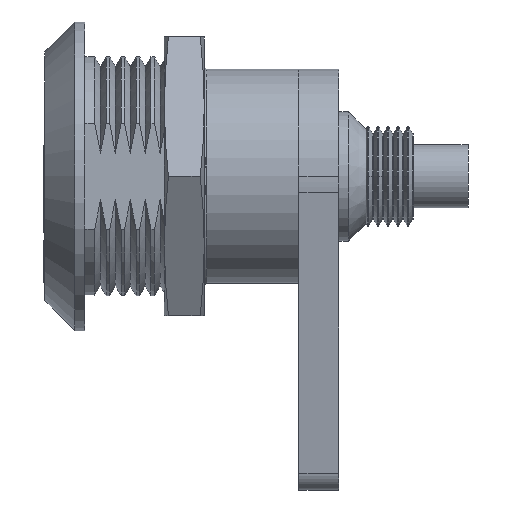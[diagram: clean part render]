
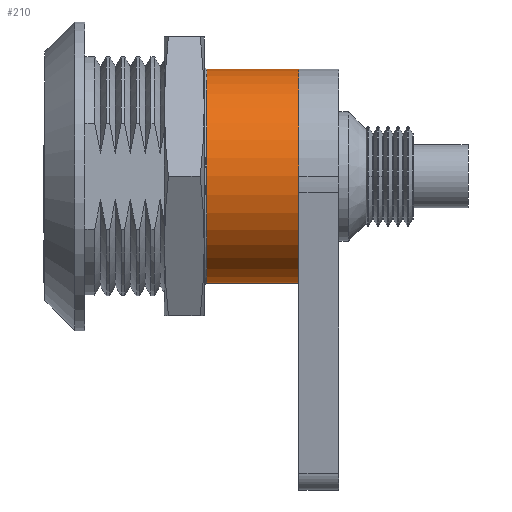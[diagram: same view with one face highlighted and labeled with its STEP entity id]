
A CAD part, left-side view. The second image highlights one B-rep face of the part: STEP entity #210.
In plain terms, the highlighted cylindrical face has radius 10.75 mm (diameter 21.5 mm), a partial arc.
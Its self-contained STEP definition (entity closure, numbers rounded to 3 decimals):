
#210 = ADVANCED_FACE ( 'NONE', ( #5052 ), #5048, .T. ) ;
#537 = EDGE_CURVE ( 'NONE', #6798, #6809, #5574, .T. ) ;
#539 = EDGE_CURVE ( 'NONE', #6804, #7092, #5577, .T. ) ;
#582 = EDGE_CURVE ( 'NONE', #7092, #7444, #5647, .T. ) ;
#587 = EDGE_CURVE ( 'NONE', #6804, #6798, #5654, .T. ) ;
#590 = EDGE_CURVE ( 'NONE', #7444, #6809, #5658, .T. ) ;
#2356 = ORIENTED_EDGE ( 'NONE', *, *, #539, .F. ) ;
#2357 = ORIENTED_EDGE ( 'NONE', *, *, #587, .T. ) ;
#2358 = ORIENTED_EDGE ( 'NONE', *, *, #537, .T. ) ;
#2359 = ORIENTED_EDGE ( 'NONE', *, *, #590, .F. ) ;
#2360 = ORIENTED_EDGE ( 'NONE', *, *, #582, .F. ) ;
#5048 = CYLINDRICAL_SURFACE ( 'NONE', #8025, 10.75 ) ;
#5052 = FACE_OUTER_BOUND ( 'NONE', #22103, .T. ) ;
#5567 = VECTOR ( 'NONE', #12093, 1000. ) ;
#5574 = LINE ( 'NONE', #12087, #5575 ) ;
#5575 = VECTOR ( 'NONE', #12088, 1000. ) ;
#5577 = LINE ( 'NONE', #12086, #5567 ) ;
#5647 = CIRCLE ( 'NONE', #8309, 10.75 ) ;
#5654 = CIRCLE ( 'NONE', #8310, 10.75 ) ;
#5658 = CIRCLE ( 'NONE', #8314, 10.75 ) ;
#6798 = VERTEX_POINT ( 'NONE', #17667 ) ;
#6804 = VERTEX_POINT ( 'NONE', #17670 ) ;
#6809 = VERTEX_POINT ( 'NONE', #17673 ) ;
#7092 = VERTEX_POINT ( 'NONE', #17829 ) ;
#7217 = DIRECTION ( 'NONE',  ( 0., 0., 1. ) ) ;
#7219 = DIRECTION ( 'NONE',  ( 0., 1., 0. ) ) ;
#7221 = CARTESIAN_POINT ( 'NONE',  ( 0., -25.5, 0. ) ) ;
#7444 = VERTEX_POINT ( 'NONE', #18028 ) ;
#8025 = AXIS2_PLACEMENT_3D ( 'NONE', #7221, #7219, #7217 ) ;
#8309 = AXIS2_PLACEMENT_3D ( 'NONE', #12187, #12194, #12195 ) ;
#8310 = AXIS2_PLACEMENT_3D ( 'NONE', #12208, #12210, #12211 ) ;
#8314 = AXIS2_PLACEMENT_3D ( 'NONE', #12216, #12217, #12218 ) ;
#12086 = CARTESIAN_POINT ( 'NONE',  ( 0., -25.5, -10.75 ) ) ;
#12087 = CARTESIAN_POINT ( 'NONE',  ( 0., -25.5, 10.75 ) ) ;
#12088 = DIRECTION ( 'NONE',  ( 0., 1., 0. ) ) ;
#12093 = DIRECTION ( 'NONE',  ( 0., 1., 0. ) ) ;
#12187 = CARTESIAN_POINT ( 'NONE',  ( 0., -16.25, 0. ) ) ;
#12194 = DIRECTION ( 'NONE',  ( 0., 1., 0. ) ) ;
#12195 = DIRECTION ( 'NONE',  ( 0., 0., 1. ) ) ;
#12208 = CARTESIAN_POINT ( 'NONE',  ( 0., -25.5, 0. ) ) ;
#12210 = DIRECTION ( 'NONE',  ( 0., 1., 0. ) ) ;
#12211 = DIRECTION ( 'NONE',  ( 0., 0., 1. ) ) ;
#12216 = CARTESIAN_POINT ( 'NONE',  ( 0., -16.25, 0. ) ) ;
#12217 = DIRECTION ( 'NONE',  ( 0., 1., 0. ) ) ;
#12218 = DIRECTION ( 'NONE',  ( 0., 0., 1. ) ) ;
#17667 = CARTESIAN_POINT ( 'NONE',  ( 0., -25.5, 10.75 ) ) ;
#17670 = CARTESIAN_POINT ( 'NONE',  ( 0., -25.5, -10.75 ) ) ;
#17673 = CARTESIAN_POINT ( 'NONE',  ( 0., -16.25, 10.75 ) ) ;
#17829 = CARTESIAN_POINT ( 'NONE',  ( 0., -16.25, -10.75 ) ) ;
#18028 = CARTESIAN_POINT ( 'NONE',  ( -10.75, -16.25, 0. ) ) ;
#22103 = EDGE_LOOP ( 'NONE', ( #2356, #2357, #2358, #2359, #2360 ) ) ;
